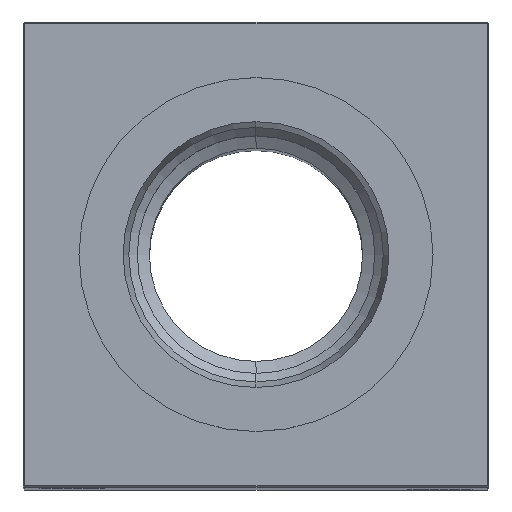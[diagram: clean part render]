
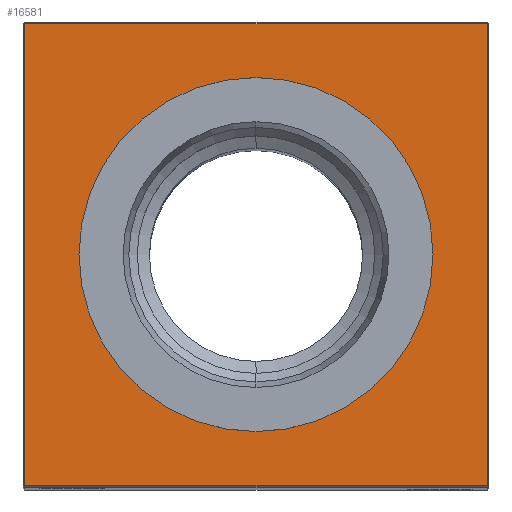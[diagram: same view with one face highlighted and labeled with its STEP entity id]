
A CAD part, top view. The second image highlights one B-rep face of the part: STEP entity #16581.
In plain terms, the highlighted planar face has unit normal (0, 0, 1).
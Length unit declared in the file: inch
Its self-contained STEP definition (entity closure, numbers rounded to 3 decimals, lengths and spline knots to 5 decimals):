
#434 = CARTESIAN_POINT ( 'NONE',  ( -1.49, 1.49, 10.5 ) ) ;
#655 = VECTOR ( 'NONE', #10173, 39.37008 ) ;
#848 = EDGE_CURVE ( 'NONE', #11512, #12629, #18224, .T. ) ;
#945 = CARTESIAN_POINT ( 'NONE',  ( 0., -1.14173, 10.5 ) ) ;
#1902 = ORIENTED_EDGE ( 'NONE', *, *, #8376, .T. ) ;
#2244 = VERTEX_POINT ( 'NONE', #13937 ) ;
#2750 = EDGE_LOOP ( 'NONE', ( #7575, #1902, #11898, #24974 ) ) ;
#3611 = VERTEX_POINT ( 'NONE', #14477 ) ;
#4882 = ORIENTED_EDGE ( 'NONE', *, *, #848, .T. ) ;
#5111 = CARTESIAN_POINT ( 'NONE',  ( 1.49, 0., 10.5 ) ) ;
#5434 = CIRCLE ( 'NONE', #18552, 1.14173 ) ;
#5618 = PLANE ( 'NONE',  #6197 ) ;
#5858 = LINE ( 'NONE', #14095, #10905 ) ;
#6197 = AXIS2_PLACEMENT_3D ( 'NONE', #7742, #26182, #8008 ) ;
#6394 = DIRECTION ( 'NONE',  ( -1., 0., 0. ) ) ;
#6796 = AXIS2_PLACEMENT_3D ( 'NONE', #20756, #14524, #22603 ) ;
#7575 = ORIENTED_EDGE ( 'NONE', *, *, #16359, .T. ) ;
#7576 = EDGE_CURVE ( 'NONE', #12629, #11512, #5434, .T. ) ;
#7742 = CARTESIAN_POINT ( 'NONE',  ( 0., 0., 10.5 ) ) ;
#8008 = DIRECTION ( 'NONE',  ( -1., 0., 0. ) ) ;
#8376 = EDGE_CURVE ( 'NONE', #3611, #2244, #5858, .T. ) ;
#8584 = LINE ( 'NONE', #24354, #655 ) ;
#9366 = LINE ( 'NONE', #5111, #21028 ) ;
#9593 = CARTESIAN_POINT ( 'NONE',  ( 0., 1.49, 10.5 ) ) ;
#10173 = DIRECTION ( 'NONE',  ( 0., -1., 0. ) ) ;
#10905 = VECTOR ( 'NONE', #20457, 39.37008 ) ;
#11512 = VERTEX_POINT ( 'NONE', #16053 ) ;
#11898 = ORIENTED_EDGE ( 'NONE', *, *, #21957, .T. ) ;
#11991 = FACE_OUTER_BOUND ( 'NONE', #2750, .T. ) ;
#12189 = ORIENTED_EDGE ( 'NONE', *, *, #7576, .T. ) ;
#12376 = CARTESIAN_POINT ( 'NONE',  ( 1.49, 1.49, 10.5 ) ) ;
#12537 = EDGE_LOOP ( 'NONE', ( #4882, #12189 ) ) ;
#12629 = VERTEX_POINT ( 'NONE', #945 ) ;
#13937 = CARTESIAN_POINT ( 'NONE',  ( 1.49, -1.49, 10.5 ) ) ;
#14095 = CARTESIAN_POINT ( 'NONE',  ( 0., -1.49, 10.5 ) ) ;
#14477 = CARTESIAN_POINT ( 'NONE',  ( -1.49, -1.49, 10.5 ) ) ;
#14524 = DIRECTION ( 'NONE',  ( 0., 0., -1. ) ) ;
#16053 = CARTESIAN_POINT ( 'NONE',  ( 0., 1.14173, 10.5 ) ) ;
#16359 = EDGE_CURVE ( 'NONE', #22997, #3611, #8584, .T. ) ;
#16468 = DIRECTION ( 'NONE',  ( 0., 0., -1. ) ) ;
#16581 = ADVANCED_FACE ( 'NONE', ( #11991, #18099 ), #5618, .F. ) ;
#17140 = EDGE_CURVE ( 'NONE', #17179, #22997, #19809, .T. ) ;
#17179 = VERTEX_POINT ( 'NONE', #12376 ) ;
#18099 = FACE_BOUND ( 'NONE', #12537, .T. ) ;
#18224 = CIRCLE ( 'NONE', #6796, 1.14173 ) ;
#18552 = AXIS2_PLACEMENT_3D ( 'NONE', #22700, #16468, #6394 ) ;
#19809 = LINE ( 'NONE', #9593, #24347 ) ;
#20457 = DIRECTION ( 'NONE',  ( 1., 0., 0. ) ) ;
#20756 = CARTESIAN_POINT ( 'NONE',  ( 0., 0., 10.5 ) ) ;
#21028 = VECTOR ( 'NONE', #23680, 39.37008 ) ;
#21957 = EDGE_CURVE ( 'NONE', #2244, #17179, #9366, .T. ) ;
#22603 = DIRECTION ( 'NONE',  ( -1., 0., 0. ) ) ;
#22700 = CARTESIAN_POINT ( 'NONE',  ( 0., 0., 10.5 ) ) ;
#22997 = VERTEX_POINT ( 'NONE', #434 ) ;
#23654 = DIRECTION ( 'NONE',  ( -1., 0., 0. ) ) ;
#23680 = DIRECTION ( 'NONE',  ( 0., 1., 0. ) ) ;
#24347 = VECTOR ( 'NONE', #23654, 39.37008 ) ;
#24354 = CARTESIAN_POINT ( 'NONE',  ( -1.49, 0., 10.5 ) ) ;
#24974 = ORIENTED_EDGE ( 'NONE', *, *, #17140, .T. ) ;
#26182 = DIRECTION ( 'NONE',  ( 0., 0., -1. ) ) ;
